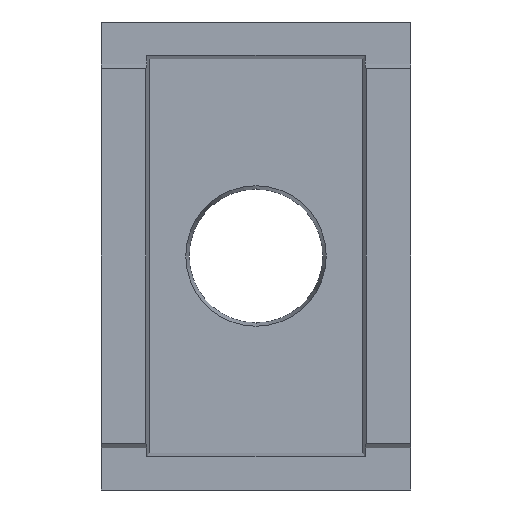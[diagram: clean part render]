
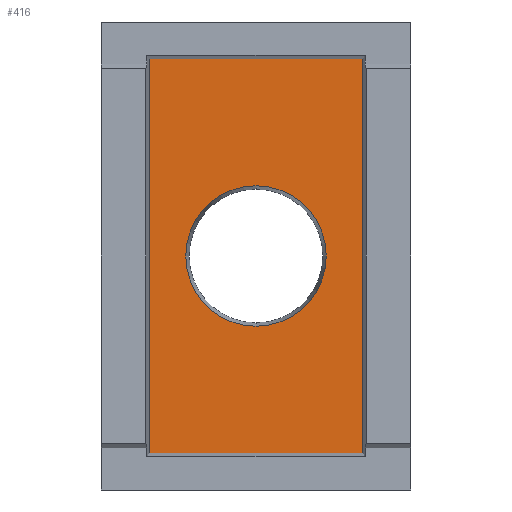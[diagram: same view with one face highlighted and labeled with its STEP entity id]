
A CAD part, front view. The second image highlights one B-rep face of the part: STEP entity #416.
In plain terms, the highlighted planar face has unit normal (0, -1, 0).
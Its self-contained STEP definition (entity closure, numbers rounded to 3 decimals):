
#3 = CARTESIAN_POINT ( 'NONE',  ( 0., 130., -315. ) ) ;
#42 = PLANE ( 'NONE',  #758 ) ;
#51 = LINE ( 'NONE', #710, #769 ) ;
#53 = VECTOR ( 'NONE', #306, 1000. ) ;
#55 = DIRECTION ( 'NONE',  ( 0., -1., 0. ) ) ;
#76 = VERTEX_POINT ( 'NONE', #434 ) ;
#102 = ORIENTED_EDGE ( 'NONE', *, *, #526, .F. ) ;
#106 = EDGE_CURVE ( 'NONE', #662, #76, #717, .T. ) ;
#109 = CARTESIAN_POINT ( 'NONE',  ( 0., 130., 0. ) ) ;
#122 = CARTESIAN_POINT ( 'NONE',  ( -480., 130., 885. ) ) ;
#182 = AXIS2_PLACEMENT_3D ( 'NONE', #634, #55, #243 ) ;
#189 = ORIENTED_EDGE ( 'NONE', *, *, #534, .F. ) ;
#208 = ORIENTED_EDGE ( 'NONE', *, *, #789, .F. ) ;
#218 = VECTOR ( 'NONE', #489, 1000. ) ;
#232 = CIRCLE ( 'NONE', #182, 315. ) ;
#243 = DIRECTION ( 'NONE',  ( 0., 0., -1. ) ) ;
#277 = FACE_BOUND ( 'NONE', #718, .T. ) ;
#298 = DIRECTION ( 'NONE',  ( -1., 0., 0. ) ) ;
#306 = DIRECTION ( 'NONE',  ( 0., 0., -1. ) ) ;
#337 = EDGE_CURVE ( 'NONE', #806, #659, #479, .T. ) ;
#371 = DIRECTION ( 'NONE',  ( 0., -1., 0. ) ) ;
#374 = AXIS2_PLACEMENT_3D ( 'NONE', #438, #371, #811 ) ;
#401 = ORIENTED_EDGE ( 'NONE', *, *, #106, .F. ) ;
#416 = ADVANCED_FACE ( 'NONE', ( #277, #792 ), #42, .T. ) ;
#432 = CARTESIAN_POINT ( 'NONE',  ( 0., 130., 315. ) ) ;
#434 = CARTESIAN_POINT ( 'NONE',  ( 480., 130., -885. ) ) ;
#438 = CARTESIAN_POINT ( 'NONE',  ( 0., 130., 0. ) ) ;
#453 = LINE ( 'NONE', #812, #218 ) ;
#479 = CIRCLE ( 'NONE', #374, 315. ) ;
#489 = DIRECTION ( 'NONE',  ( 0., 0., 1. ) ) ;
#491 = ORIENTED_EDGE ( 'NONE', *, *, #782, .F. ) ;
#526 = EDGE_CURVE ( 'NONE', #659, #806, #232, .T. ) ;
#534 = EDGE_CURVE ( 'NONE', #542, #662, #51, .T. ) ;
#542 = VERTEX_POINT ( 'NONE', #122 ) ;
#548 = CARTESIAN_POINT ( 'NONE',  ( -480., 130., -885. ) ) ;
#550 = DIRECTION ( 'NONE',  ( 0., -1., 0. ) ) ;
#580 = VECTOR ( 'NONE', #298, 1000. ) ;
#582 = EDGE_LOOP ( 'NONE', ( #401, #189, #491, #208 ) ) ;
#634 = CARTESIAN_POINT ( 'NONE',  ( 0., 130., 0. ) ) ;
#659 = VERTEX_POINT ( 'NONE', #3 ) ;
#662 = VERTEX_POINT ( 'NONE', #715 ) ;
#676 = CARTESIAN_POINT ( 'NONE',  ( -480., 130., -885. ) ) ;
#710 = CARTESIAN_POINT ( 'NONE',  ( -480., 130., 885. ) ) ;
#715 = CARTESIAN_POINT ( 'NONE',  ( 480., 130., 885. ) ) ;
#717 = LINE ( 'NONE', #753, #53 ) ;
#718 = EDGE_LOOP ( 'NONE', ( #102, #725 ) ) ;
#725 = ORIENTED_EDGE ( 'NONE', *, *, #337, .F. ) ;
#729 = LINE ( 'NONE', #548, #580 ) ;
#751 = DIRECTION ( 'NONE',  ( 1., 0., 0. ) ) ;
#753 = CARTESIAN_POINT ( 'NONE',  ( 480., 130., 885. ) ) ;
#758 = AXIS2_PLACEMENT_3D ( 'NONE', #109, #550, #751 ) ;
#768 = DIRECTION ( 'NONE',  ( 1., 0., 0. ) ) ;
#769 = VECTOR ( 'NONE', #768, 1000. ) ;
#782 = EDGE_CURVE ( 'NONE', #824, #542, #453, .T. ) ;
#789 = EDGE_CURVE ( 'NONE', #76, #824, #729, .T. ) ;
#792 = FACE_OUTER_BOUND ( 'NONE', #582, .T. ) ;
#806 = VERTEX_POINT ( 'NONE', #432 ) ;
#811 = DIRECTION ( 'NONE',  ( 0., 0., -1. ) ) ;
#812 = CARTESIAN_POINT ( 'NONE',  ( -480., 130., 885. ) ) ;
#824 = VERTEX_POINT ( 'NONE', #676 ) ;
